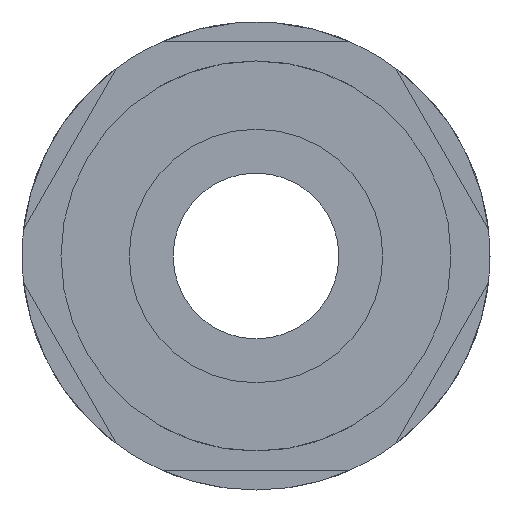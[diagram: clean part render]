
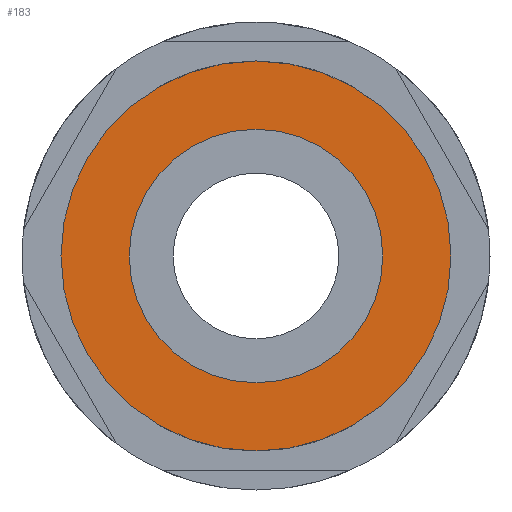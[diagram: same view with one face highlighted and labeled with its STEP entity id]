
A CAD part, left-side view. The second image highlights one B-rep face of the part: STEP entity #183.
In plain terms, the highlighted face is planar.
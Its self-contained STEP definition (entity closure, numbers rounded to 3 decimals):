
#183 = ADVANCED_FACE( '', ( #291, #292 ), #293, .F. );
#291 = FACE_BOUND( '', #492, .T. );
#292 = FACE_OUTER_BOUND( '', #493, .T. );
#293 = PLANE( '', #494 );
#492 = EDGE_LOOP( '', ( #732 ) );
#493 = EDGE_LOOP( '', ( #733 ) );
#494 = AXIS2_PLACEMENT_3D( '', #734, #735, #736 );
#732 = ORIENTED_EDGE( '', *, *, #1244, .F. );
#733 = ORIENTED_EDGE( '', *, *, #1253, .T. );
#734 = CARTESIAN_POINT( '', ( 21., 10., 0. ) );
#735 = DIRECTION( '', ( -1., 0., 0. ) );
#736 = DIRECTION( '', ( 0., 0., 1. ) );
#1244 = EDGE_CURVE( '', #1422, #1422, #1423, .T. );
#1253 = EDGE_CURVE( '', #1440, #1440, #1441, .T. );
#1422 = VERTEX_POINT( '', #1731 );
#1423 = CIRCLE( '', #1732, 6.5 );
#1440 = VERTEX_POINT( '', #1749 );
#1441 = CIRCLE( '', #1750, 10. );
#1731 = CARTESIAN_POINT( '', ( 21., 6.5, 0. ) );
#1732 = AXIS2_PLACEMENT_3D( '', #2137, #2138, #2139 );
#1749 = CARTESIAN_POINT( '', ( 21., 0., -10. ) );
#1750 = AXIS2_PLACEMENT_3D( '', #2164, #2165, #2166 );
#2137 = CARTESIAN_POINT( '', ( 21., 0., 0. ) );
#2138 = DIRECTION( '', ( 1., 0., 0. ) );
#2139 = DIRECTION( '', ( 0., 1., 0. ) );
#2164 = CARTESIAN_POINT( '', ( 21., 0., 0. ) );
#2165 = DIRECTION( '', ( 1., 0., 0. ) );
#2166 = DIRECTION( '', ( 0., 0., -1. ) );
